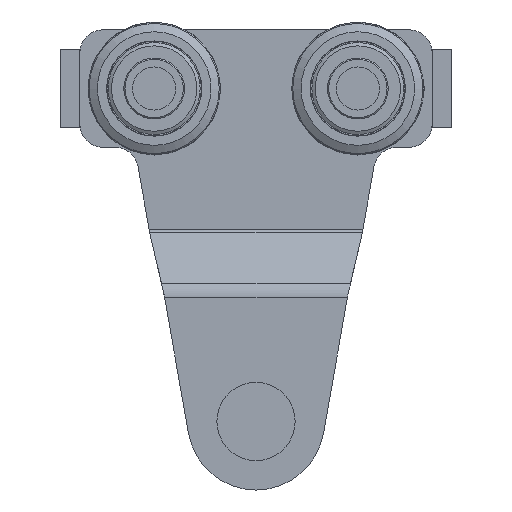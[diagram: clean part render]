
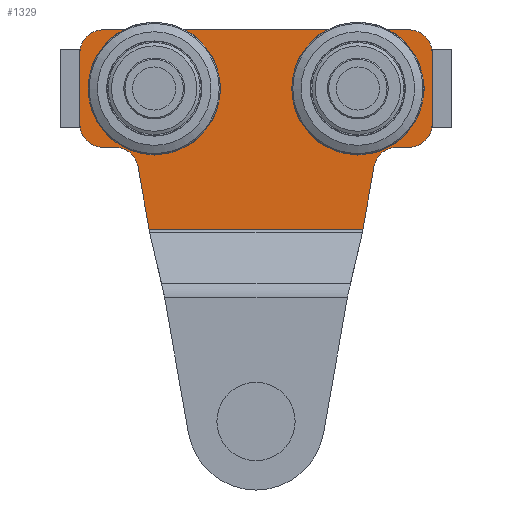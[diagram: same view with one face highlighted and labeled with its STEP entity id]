
A CAD part, front view. The second image highlights one B-rep face of the part: STEP entity #1329.
In plain terms, the highlighted face is planar.
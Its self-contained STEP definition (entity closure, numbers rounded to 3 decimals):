
#1329=ADVANCED_FACE('',(#2480,#2481,#2482),#2483,.T.);
#2480=FACE_OUTER_BOUND('',#4857,.T.);
#2481=FACE_BOUND('',#4858,.T.);
#2482=FACE_BOUND('',#4859,.T.);
#2483=PLANE('',#4860);
#4857=EDGE_LOOP('',(#7073,#7074,#7075,#7076,#7077,#7078,#7079,#7080,#7081,#7082,#7083,#7084,#7085,#7086));
#4858=EDGE_LOOP('',(#7087));
#4859=EDGE_LOOP('',(#7088));
#4860=AXIS2_PLACEMENT_3D('',#7089,#7090,#7091);
#7073=ORIENTED_EDGE('',*,*,#7993,.F.);
#7074=ORIENTED_EDGE('',*,*,#7870,.T.);
#7075=ORIENTED_EDGE('',*,*,#8009,.F.);
#7076=ORIENTED_EDGE('',*,*,#7980,.F.);
#7077=ORIENTED_EDGE('',*,*,#7816,.F.);
#7078=ORIENTED_EDGE('',*,*,#7811,.F.);
#7079=ORIENTED_EDGE('',*,*,#7867,.F.);
#7080=ORIENTED_EDGE('',*,*,#7964,.T.);
#7081=ORIENTED_EDGE('',*,*,#7732,.F.);
#7082=ORIENTED_EDGE('',*,*,#7652,.T.);
#7083=ORIENTED_EDGE('',*,*,#8010,.T.);
#7084=ORIENTED_EDGE('',*,*,#7713,.T.);
#7085=ORIENTED_EDGE('',*,*,#7621,.F.);
#7086=ORIENTED_EDGE('',*,*,#8011,.T.);
#7087=ORIENTED_EDGE('',*,*,#7557,.T.);
#7088=ORIENTED_EDGE('',*,*,#7477,.T.);
#7089=CARTESIAN_POINT('',(-312.99,268.695,121.145));
#7090=DIRECTION('',(0.,1.,0.));
#7091=DIRECTION('',(1.,0.,0.));
#7477=EDGE_CURVE('',#8275,#8275,#8276,.T.);
#7557=EDGE_CURVE('',#8411,#8411,#8412,.T.);
#7621=EDGE_CURVE('',#8514,#8516,#8517,.T.);
#7652=EDGE_CURVE('',#8566,#8564,#8567,.T.);
#7713=EDGE_CURVE('',#8656,#8516,#8657,.T.);
#7732=EDGE_CURVE('',#8566,#8686,#8687,.T.);
#7811=EDGE_CURVE('',#8802,#8800,#8804,.T.);
#7816=EDGE_CURVE('',#8800,#8811,#8812,.T.);
#7867=EDGE_CURVE('',#8883,#8802,#8884,.T.);
#7870=EDGE_CURVE('',#8887,#8888,#8889,.T.);
#7964=EDGE_CURVE('',#8883,#8686,#9015,.T.);
#7980=EDGE_CURVE('',#8811,#9034,#9035,.T.);
#7993=EDGE_CURVE('',#8887,#9049,#9050,.T.);
#8009=EDGE_CURVE('',#9034,#8888,#9066,.T.);
#8010=EDGE_CURVE('',#8564,#8656,#9067,.T.);
#8011=EDGE_CURVE('',#8514,#9049,#9068,.T.);
#8275=VERTEX_POINT('',#9518);
#8276=CIRCLE('',#9519,5.1);
#8411=VERTEX_POINT('',#9694);
#8412=CIRCLE('',#9695,5.1);
#8514=VERTEX_POINT('',#9816);
#8516=VERTEX_POINT('',#9819);
#8517=CIRCLE('',#9820,6.);
#8564=VERTEX_POINT('',#9874);
#8566=VERTEX_POINT('',#9876);
#8567=LINE('',#9877,#9878);
#8656=VERTEX_POINT('',#9982);
#8657=LINE('',#9983,#9984);
#8686=VERTEX_POINT('',#10020);
#8687=CIRCLE('',#10021,6.);
#8800=VERTEX_POINT('',#10201);
#8802=VERTEX_POINT('',#10204);
#8804=LINE('',#10207,#10208);
#8811=VERTEX_POINT('',#10215);
#8812=CIRCLE('',#10216,6.);
#8883=VERTEX_POINT('',#10296);
#8884=CIRCLE('',#10297,6.);
#8887=VERTEX_POINT('',#10301);
#8888=VERTEX_POINT('',#10302);
#8889=LINE('',#10303,#10304);
#9015=LINE('',#10494,#10495);
#9034=VERTEX_POINT('',#10514);
#9035=LINE('',#10515,#10516);
#9049=VERTEX_POINT('',#10531);
#9050=CIRCLE('',#10532,6.);
#9066=CIRCLE('',#10599,6.);
#9067=LINE('',#10600,#10601);
#9068=LINE('',#10602,#10603);
#9518=CARTESIAN_POINT('',(-241.99,268.695,162.174));
#9519=AXIS2_PLACEMENT_3D('',#10896,#10897,#10898);
#9694=CARTESIAN_POINT('',(-293.99,268.695,162.174));
#9695=AXIS2_PLACEMENT_3D('',#11018,#11019,#11020);
#9816=CARTESIAN_POINT('',(-304.015,268.695,142.074));
#9819=CARTESIAN_POINT('',(-298.106,268.695,137.115));
#9820=AXIS2_PLACEMENT_3D('',#11116,#11117,#11118);
#9874=CARTESIAN_POINT('',(-240.69,268.695,121.145));
#9876=CARTESIAN_POINT('',(-237.874,268.695,137.115));
#9877=CARTESIAN_POINT('',(-237.,268.695,142.074));
#9878=VECTOR('',#11168,1.);
#9982=CARTESIAN_POINT('',(-295.29,268.695,121.145));
#9983=CARTESIAN_POINT('',(-295.165,268.695,120.437));
#9984=VECTOR('',#11247,1.);
#10020=CARTESIAN_POINT('',(-231.965,268.695,142.074));
#10021=AXIS2_PLACEMENT_3D('',#11276,#11277,#11278);
#10201=CARTESIAN_POINT('',(-222.99,268.695,166.074));
#10204=CARTESIAN_POINT('',(-222.99,268.695,148.074));
#10207=CARTESIAN_POINT('',(-222.99,268.695,113.28));
#10208=VECTOR('',#11381,1.);
#10215=CARTESIAN_POINT('',(-228.99,268.695,172.074));
#10216=AXIS2_PLACEMENT_3D('',#11388,#11389,#11390);
#10296=CARTESIAN_POINT('',(-228.99,268.695,142.074));
#10297=AXIS2_PLACEMENT_3D('',#11457,#11458,#11459);
#10301=CARTESIAN_POINT('',(-312.99,268.695,148.074));
#10302=CARTESIAN_POINT('',(-312.99,268.695,166.074));
#10303=CARTESIAN_POINT('',(-312.99,268.695,113.28));
#10304=VECTOR('',#11461,1.);
#10494=CARTESIAN_POINT('',(-222.99,268.695,142.074));
#10495=VECTOR('',#11568,1.);
#10514=CARTESIAN_POINT('',(-306.99,268.695,172.074));
#10515=CARTESIAN_POINT('',(-312.99,268.695,172.074));
#10516=VECTOR('',#11584,1.);
#10531=CARTESIAN_POINT('',(-306.99,268.695,142.074));
#10532=AXIS2_PLACEMENT_3D('',#11589,#11590,#11591);
#10599=AXIS2_PLACEMENT_3D('',#11599,#11600,#11601);
#10600=CARTESIAN_POINT('',(-312.99,268.695,121.145));
#10601=VECTOR('',#11602,1.);
#10602=CARTESIAN_POINT('',(-298.98,268.695,142.074));
#10603=VECTOR('',#11603,1.);
#10896=CARTESIAN_POINT('',(-241.99,268.695,157.074));
#10897=DIRECTION('',(0.,-1.,0.));
#10898=DIRECTION('',(0.,0.,1.));
#11018=CARTESIAN_POINT('',(-293.99,268.695,157.074));
#11019=DIRECTION('',(0.,-1.,0.));
#11020=DIRECTION('',(0.,0.,1.));
#11116=CARTESIAN_POINT('',(-304.015,268.695,136.074));
#11117=DIRECTION('',(0.,1.,0.));
#11118=DIRECTION('',(0.,0.,1.));
#11168=DIRECTION('',(-0.174,0.,-0.985));
#11247=DIRECTION('',(-0.174,0.,0.985));
#11276=CARTESIAN_POINT('',(-231.965,268.695,136.074));
#11277=DIRECTION('',(0.,1.,0.));
#11278=DIRECTION('',(0.,0.,1.));
#11381=DIRECTION('',(0.,0.,1.));
#11388=CARTESIAN_POINT('',(-228.99,268.695,166.074));
#11389=DIRECTION('',(0.,-1.,0.));
#11390=DIRECTION('',(0.,0.,1.));
#11457=CARTESIAN_POINT('',(-228.99,268.695,148.074));
#11458=DIRECTION('',(0.,-1.,0.));
#11459=DIRECTION('',(0.,0.,1.));
#11461=DIRECTION('',(0.,0.,1.));
#11568=DIRECTION('',(-1.,0.,0.));
#11584=DIRECTION('',(-1.,0.,0.));
#11589=CARTESIAN_POINT('',(-306.99,268.695,148.074));
#11590=DIRECTION('',(0.,-1.,0.));
#11591=DIRECTION('',(0.,0.,-1.));
#11599=CARTESIAN_POINT('',(-306.99,268.695,166.074));
#11600=DIRECTION('',(0.,-1.,0.));
#11601=DIRECTION('',(0.,0.,-1.));
#11602=DIRECTION('',(-1.,0.,0.));
#11603=DIRECTION('',(-1.,0.,0.));
